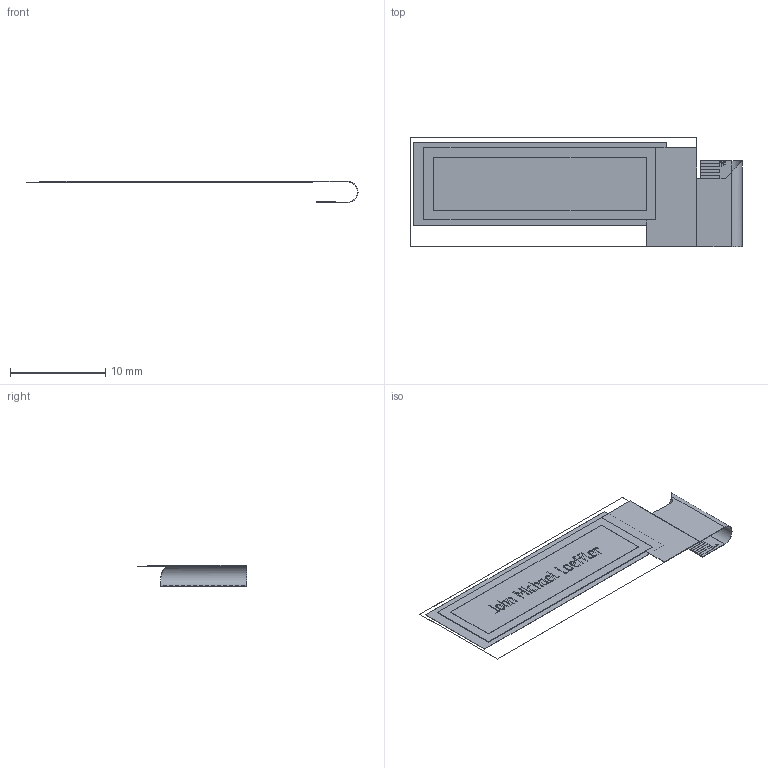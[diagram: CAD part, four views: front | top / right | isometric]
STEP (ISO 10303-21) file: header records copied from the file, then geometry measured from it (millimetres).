
FILE_DESCRIPTION(/* description */ ('Unknown'),/* implementation_level */ '2;1');
FILE_NAME(/* name */ '0.91in OLED - Folded - Without Glass',/* time_stamp */ '2018-11-06T16:59:18-05:00',/* author */ ('Unknown'),/* organization */ ('Unknown'),/* preprocessor_version */ 'ST-DEVELOPER v16.7',/* originating_system */ 'DEX',/* authorisation */ $);
FILE_SCHEMA (('AUTOMOTIVE_DESIGN {1 0 10303 214 3 1 1}'));
Length unit declared in the file: millimetre
Products named in the file (1): 0.91in OLED - Folded - Without Glass
Bounding box: 34.9 x 11.51 x 2.29 mm (x, y, z)
Volume: 29.8 mm3; surface area: 760.5 mm2
Topology: 2 solids, 22 shells, 429 faces, 1046 edges, 696 vertices
Faces by surface type: plane 388, bspline 39, cylinder 2
Entity records: 16709 total; most frequent: CARTESIAN_POINT 4449, ORIENTED_EDGE 2084, DIRECTION 1448, EDGE_CURVE 1042, VERTEX_POINT 696, LINE 654, VECTOR 654, EDGE_LOOP 480
